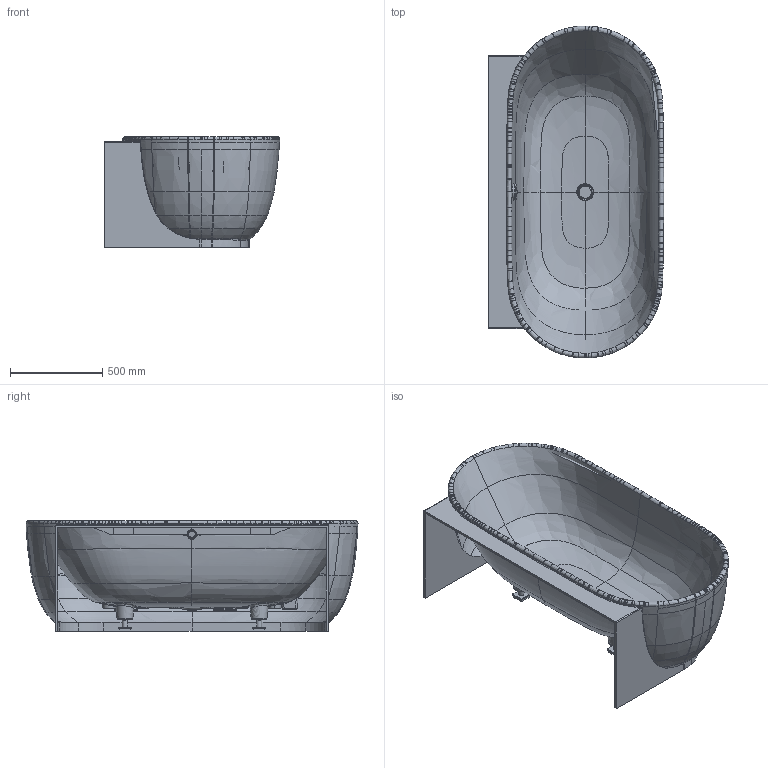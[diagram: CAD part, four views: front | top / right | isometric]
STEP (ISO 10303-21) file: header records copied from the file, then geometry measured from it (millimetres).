
FILE_DESCRIPTION((''),'2;1');
FILE_NAME('700433.stp','2017-06-20T20:07:27',('Administrator'),(''),'Autodesk Inventor 2011','Autodesk Inventor 2011','');
FILE_SCHEMA(('CONFIG_CONTROL_DESIGN'));
Length unit declared in the file: millimetre
Products named in the file (7): 700433; PW 65 00 00-00 bathtub 1800x850 BTW 11.04.2016; DuraSolid_Stellfuss_H90mm; Gewindestange 3445; Stellfuss Hafner; Kelch_Stopfen LUV BW Bgr; Überlaufventil LUV
Assembly tree (9 placements, depth 3):
  700433
    PW 65 00 00-00 bathtub 1800x850 BTW 11.04.2016
    DuraSolid_Stellfuss_H90mm  x4
      Gewindestange 3445
      Stellfuss Hafner
    Kelch_Stopfen LUV BW Bgr
    Überlaufventil LUV
Bounding box: 950.52 x 1800.36 x 600.04 mm (x, y, z)
Volume: 56768553.7 mm3; surface area: 9453019.6 mm2
Topology: 16 solids, 16 shells, 1314 faces, 4835 edges, 3575 vertices
Faces by surface type: bspline 1022, plane 175, cylinder 89, torus 14, cone 14
Full cylindrical faces by diameter (mm): 10.5 x4, 12 x16, 27.5 x4, 36.84 x1, 38.514 x1, 43.521 x1, 44.345 x1, 48.09 x1, 50 x4, 50.723 x1, 52 x1, 72.587 x1, 87 x1, 89 x1
Entity records: 213454 total; most frequent: CARTESIAN_POINT 182460, ORIENTED_EDGE 9064, EDGE_CURVE 4532, VERTEX_POINT 3400, DIRECTION 3178, B_SPLINE_CURVE_WITH_KNOTS 2977, AXIS2_PLACEMENT_3D 1436, EDGE_LOOP 1260
